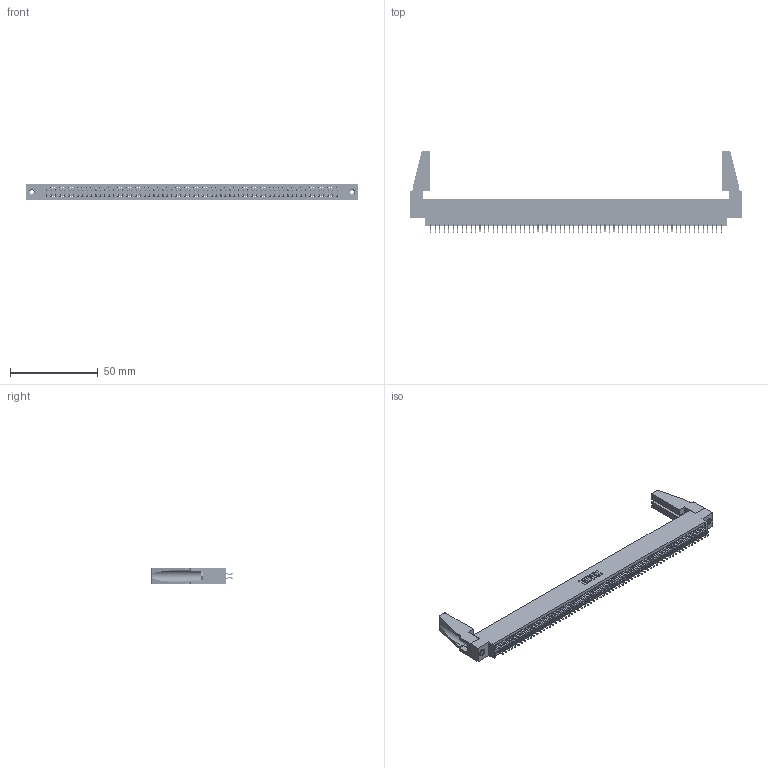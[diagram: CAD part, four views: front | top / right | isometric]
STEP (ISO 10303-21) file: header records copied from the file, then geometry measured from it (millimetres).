
FILE_DESCRIPTION (( 'STEP AP203' ), '1' );
FILE_NAME ('395-132-556-888.STEP', '2019-10-29T07:43:40', ( '' ), ( '' ), 'SwSTEP 2.0', 'SolidWorks 2016', '' );
FILE_SCHEMA (( 'CONFIG_CONTROL_DESIGN' ));
Length unit declared in the file: inch
Products named in the file (5): 345 Part_0.170 Offset - 0.156 Dia-TH; 345-292-001_556 Tail; 345-250-001_345-250-001-102; 345-220-078_345-220-088; 395-132-556-888
Assembly tree (137 placements, depth 2):
  395-132-556-888
    345 Part_0.170 Offset - 0.156 Dia-TH
    345-292-001_556 Tail  x132
    345-250-001_345-250-001-102  x2
    345-220-078_345-220-088  x2
Bounding box: 188.87 x 46.41 x 9.4 mm (x, y, z)
Volume: 21704.1 mm3; surface area: 30889.5 mm2
Topology: 137 solids, 137 shells, 7646 faces, 22711 edges, 14954 vertices
Faces by surface type: plane 5040, cylinder 2590, cone 12, torus 4
Entity records: 51054 total; most frequent: CARTESIAN_POINT 8546, ORIENTED_EDGE 8428, DIRECTION 7498, EDGE_CURVE 4214, LINE 3768, VECTOR 3768, VERTEX_POINT 2802, AXIS2_PLACEMENT_3D 1865
